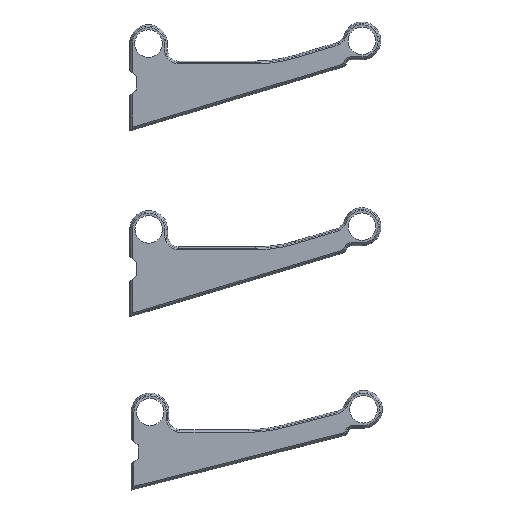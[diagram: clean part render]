
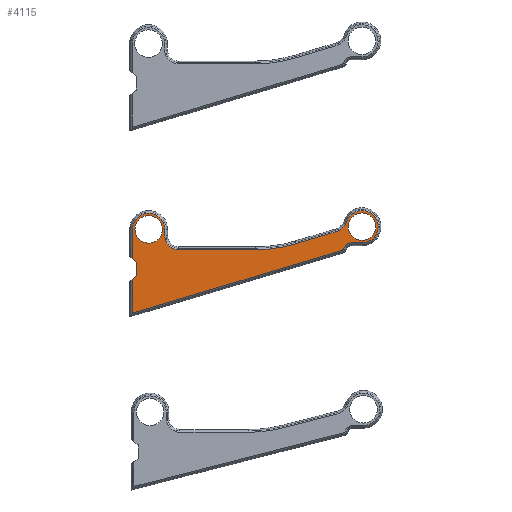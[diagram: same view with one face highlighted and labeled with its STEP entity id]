
A CAD part, left-side view. The second image highlights one B-rep face of the part: STEP entity #4115.
In plain terms, the highlighted planar face has unit normal (-1, 0, 0).
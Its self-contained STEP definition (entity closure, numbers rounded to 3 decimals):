
#41=FACE_BOUND('',#691,.T.);
#42=FACE_BOUND('',#692,.T.);
#213=PLANE('',#4581);
#421=FACE_OUTER_BOUND('',#690,.T.);
#690=EDGE_LOOP('',(#3436,#3437,#3438,#3439,#3440,#3441,#3442,#3443,#3444,
#3445,#3446,#3447,#3448,#3449,#3450,#3451,#3452,#3453));
#691=EDGE_LOOP('',(#3454));
#692=EDGE_LOOP('',(#3455));
#923=LINE('',#6765,#1258);
#956=LINE('',#6892,#1291);
#958=LINE('',#6896,#1293);
#984=LINE('',#6963,#1319);
#988=LINE('',#6972,#1323);
#991=LINE('',#6980,#1326);
#995=LINE('',#6992,#1330);
#998=LINE('',#7000,#1333);
#1001=LINE('',#7008,#1336);
#1003=LINE('',#7014,#1338);
#1007=LINE('',#7030,#1342);
#1258=VECTOR('',#5358,10.);
#1291=VECTOR('',#5503,10.);
#1293=VECTOR('',#5507,10.);
#1319=VECTOR('',#5579,10.);
#1323=VECTOR('',#5589,10.);
#1326=VECTOR('',#5598,10.);
#1330=VECTOR('',#5612,10.);
#1333=VECTOR('',#5621,10.);
#1336=VECTOR('',#5630,10.);
#1338=VECTOR('',#5638,10.);
#1342=VECTOR('',#5658,10.);
#1599=CIRCLE('',#4554,1.);
#1600=CIRCLE('',#4557,5.);
#1601=CIRCLE('',#4560,11.8);
#1602=CIRCLE('',#4562,12.);
#1603=CIRCLE('',#4565,102.);
#1604=CIRCLE('',#4568,10.);
#1605=CIRCLE('',#4571,11.8);
#1608=CIRCLE('',#4577,10.05);
#1609=CIRCLE('',#4579,10.05);
#1869=VERTEX_POINT('',#6762);
#1870=VERTEX_POINT('',#6764);
#1899=VERTEX_POINT('',#6890);
#1900=VERTEX_POINT('',#6894);
#1917=VERTEX_POINT('',#6960);
#1918=VERTEX_POINT('',#6962);
#1919=VERTEX_POINT('',#6966);
#1920=VERTEX_POINT('',#6970);
#1921=VERTEX_POINT('',#6974);
#1922=VERTEX_POINT('',#6978);
#1923=VERTEX_POINT('',#6982);
#1924=VERTEX_POINT('',#6986);
#1925=VERTEX_POINT('',#6990);
#1926=VERTEX_POINT('',#6994);
#1927=VERTEX_POINT('',#6998);
#1928=VERTEX_POINT('',#7002);
#1929=VERTEX_POINT('',#7006);
#1930=VERTEX_POINT('',#7010);
#1933=VERTEX_POINT('',#7022);
#1934=VERTEX_POINT('',#7026);
#2322=EDGE_CURVE('',#1870,#1869,#923,.F.);
#2382=EDGE_CURVE('',#1899,#1869,#956,.T.);
#2384=EDGE_CURVE('',#1900,#1899,#958,.T.);
#2417=EDGE_CURVE('',#1918,#1917,#984,.F.);
#2420=EDGE_CURVE('',#1919,#1900,#1599,.T.);
#2422=EDGE_CURVE('',#1920,#1919,#988,.T.);
#2424=EDGE_CURVE('',#1921,#1920,#1600,.T.);
#2426=EDGE_CURVE('',#1922,#1921,#991,.T.);
#2428=EDGE_CURVE('',#1923,#1922,#1601,.T.);
#2430=EDGE_CURVE('',#1924,#1923,#1602,.T.);
#2432=EDGE_CURVE('',#1925,#1924,#995,.T.);
#2434=EDGE_CURVE('',#1926,#1925,#1603,.T.);
#2436=EDGE_CURVE('',#1927,#1926,#998,.T.);
#2438=EDGE_CURVE('',#1928,#1927,#1604,.T.);
#2440=EDGE_CURVE('',#1929,#1928,#1001,.T.);
#2442=EDGE_CURVE('',#1930,#1929,#1605,.T.);
#2443=EDGE_CURVE('',#1918,#1930,#1003,.T.);
#2448=EDGE_CURVE('',#1933,#1933,#1608,.T.);
#2450=EDGE_CURVE('',#1934,#1934,#1609,.T.);
#2451=EDGE_CURVE('',#1917,#1870,#1007,.F.);
#3436=ORIENTED_EDGE('',*,*,#2443,.F.);
#3437=ORIENTED_EDGE('',*,*,#2417,.T.);
#3438=ORIENTED_EDGE('',*,*,#2451,.T.);
#3439=ORIENTED_EDGE('',*,*,#2322,.T.);
#3440=ORIENTED_EDGE('',*,*,#2382,.F.);
#3441=ORIENTED_EDGE('',*,*,#2384,.F.);
#3442=ORIENTED_EDGE('',*,*,#2420,.F.);
#3443=ORIENTED_EDGE('',*,*,#2422,.F.);
#3444=ORIENTED_EDGE('',*,*,#2424,.F.);
#3445=ORIENTED_EDGE('',*,*,#2426,.F.);
#3446=ORIENTED_EDGE('',*,*,#2428,.F.);
#3447=ORIENTED_EDGE('',*,*,#2430,.F.);
#3448=ORIENTED_EDGE('',*,*,#2432,.F.);
#3449=ORIENTED_EDGE('',*,*,#2434,.F.);
#3450=ORIENTED_EDGE('',*,*,#2436,.F.);
#3451=ORIENTED_EDGE('',*,*,#2438,.F.);
#3452=ORIENTED_EDGE('',*,*,#2440,.F.);
#3453=ORIENTED_EDGE('',*,*,#2442,.F.);
#3454=ORIENTED_EDGE('',*,*,#2450,.F.);
#3455=ORIENTED_EDGE('',*,*,#2448,.F.);
#4115=ADVANCED_FACE('',(#421,#41,#42),#213,.F.);
#4554=AXIS2_PLACEMENT_3D('',#6968,#5584,#5585);
#4557=AXIS2_PLACEMENT_3D('',#6976,#5593,#5594);
#4560=AXIS2_PLACEMENT_3D('',#6984,#5602,#5603);
#4562=AXIS2_PLACEMENT_3D('',#6988,#5607,#5608);
#4565=AXIS2_PLACEMENT_3D('',#6996,#5616,#5617);
#4568=AXIS2_PLACEMENT_3D('',#7004,#5625,#5626);
#4571=AXIS2_PLACEMENT_3D('',#7012,#5634,#5635);
#4577=AXIS2_PLACEMENT_3D('',#7024,#5649,#5650);
#4579=AXIS2_PLACEMENT_3D('',#7028,#5654,#5655);
#4581=AXIS2_PLACEMENT_3D('',#7031,#5659,#5660);
#5358=DIRECTION('',(0.,-0.766,0.643));
#5503=DIRECTION('',(0.,0.,1.));
#5507=DIRECTION('',(0.,0.958,-0.287));
#5579=DIRECTION('',(0.,0.766,0.643));
#5584=DIRECTION('center_axis',(1.,0.,0.));
#5585=DIRECTION('ref_axis',(0.,-0.62,-0.784));
#5589=DIRECTION('',(0.,0.5,-0.866));
#5593=DIRECTION('center_axis',(-1.,0.,0.));
#5594=DIRECTION('ref_axis',(0.,0.5,0.866));
#5598=DIRECTION('',(0.,1.,0.));
#5602=DIRECTION('center_axis',(1.,0.,0.));
#5603=DIRECTION('ref_axis',(0.,-1.,0.));
#5607=DIRECTION('center_axis',(-1.,0.,0.));
#5608=DIRECTION('ref_axis',(0.,-0.691,-0.723));
#5612=DIRECTION('',(0.,-0.958,0.287));
#5616=DIRECTION('center_axis',(-1.,0.,0.));
#5617=DIRECTION('ref_axis',(0.,-0.145,-0.989));
#5621=DIRECTION('',(0.,-1.,0.));
#5625=DIRECTION('center_axis',(-1.,0.,0.));
#5626=DIRECTION('ref_axis',(0.,0.707,-0.707));
#5630=DIRECTION('',(0.,0.,-1.));
#5634=DIRECTION('center_axis',(1.,0.,0.));
#5635=DIRECTION('ref_axis',(0.,1.,0.));
#5638=DIRECTION('',(0.,0.,1.));
#5649=DIRECTION('center_axis',(-1.,0.,0.));
#5650=DIRECTION('ref_axis',(0.,1.,0.));
#5654=DIRECTION('center_axis',(-1.,0.,0.));
#5655=DIRECTION('ref_axis',(0.,1.,0.));
#5658=DIRECTION('',(0.,0.,1.));
#5659=DIRECTION('center_axis',(1.,0.,0.));
#5660=DIRECTION('ref_axis',(0.,1.,0.));
#6762=CARTESIAN_POINT('',(0.3,-5.021,-23.688));
#6764=CARTESIAN_POINT('',(0.3,-8.021,-21.171));
#6765=CARTESIAN_POINT('',(0.3,-33.443,0.16));
#6890=CARTESIAN_POINT('',(0.3,-5.021,-48.353));
#6892=CARTESIAN_POINT('',(0.3,-5.021,-31.123));
#6894=CARTESIAN_POINT('',(0.3,-158.454,-2.374));
#6896=CARTESIAN_POINT('',(0.3,-128.616,-11.315));
#6960=CARTESIAN_POINT('',(0.3,-8.021,-11.171));
#6962=CARTESIAN_POINT('',(0.3,-5.021,-8.654));
#6963=CARTESIAN_POINT('',(0.3,-33.498,-32.548));
#6966=CARTESIAN_POINT('',(0.3,-159.033,-1.916));
#6968=CARTESIAN_POINT('Origin',(0.3,-158.167,-1.416));
#6970=CARTESIAN_POINT('',(0.3,-160.445,0.529));
#6972=CARTESIAN_POINT('',(0.3,-150.134,-17.329));
#6974=CARTESIAN_POINT('',(0.3,-164.775,3.029));
#6976=CARTESIAN_POINT('Origin',(0.3,-164.775,-1.971));
#6978=CARTESIAN_POINT('',(0.3,-172.821,3.029));
#6980=CARTESIAN_POINT('',(0.3,-133.821,3.029));
#6982=CARTESIAN_POINT('',(0.3,-161.68,18.716));
#6984=CARTESIAN_POINT('Origin',(0.3,-172.821,14.829));
#6986=CARTESIAN_POINT('',(0.3,-153.795,11.175));
#6988=CARTESIAN_POINT('Origin',(0.3,-150.35,22.67));
#6990=CARTESIAN_POINT('',(0.3,-124.252,2.322));
#6992=CARTESIAN_POINT('',(0.3,-101.867,-4.386));
#6994=CARTESIAN_POINT('',(0.3,-94.972,-1.971));
#6996=CARTESIAN_POINT('Origin',(0.3,-94.972,100.029));
#6998=CARTESIAN_POINT('',(0.3,-38.621,-1.971));
#7000=CARTESIAN_POINT('',(0.3,-62.721,-1.971));
#7002=CARTESIAN_POINT('',(0.3,-28.621,8.029));
#7004=CARTESIAN_POINT('Origin',(0.3,-38.621,8.029));
#7006=CARTESIAN_POINT('',(0.3,-28.621,12.829));
#7008=CARTESIAN_POINT('',(0.3,-28.621,0.812));
#7010=CARTESIAN_POINT('',(0.3,-5.021,12.829));
#7012=CARTESIAN_POINT('Origin',(0.3,-16.821,12.829));
#7014=CARTESIAN_POINT('',(0.3,-5.021,-9.091));
#7022=CARTESIAN_POINT('',(0.3,-182.871,14.829));
#7024=CARTESIAN_POINT('Origin',(0.3,-172.821,14.829));
#7026=CARTESIAN_POINT('',(0.3,-26.871,12.829));
#7028=CARTESIAN_POINT('Origin',(0.3,-16.821,12.829));
#7030=CARTESIAN_POINT('',(0.3,-8.021,-16.188));
#7031=CARTESIAN_POINT('Origin',(0.3,-94.821,-11.206));
